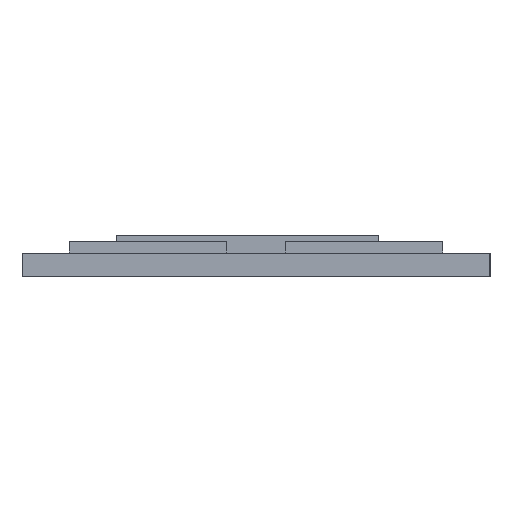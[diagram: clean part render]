
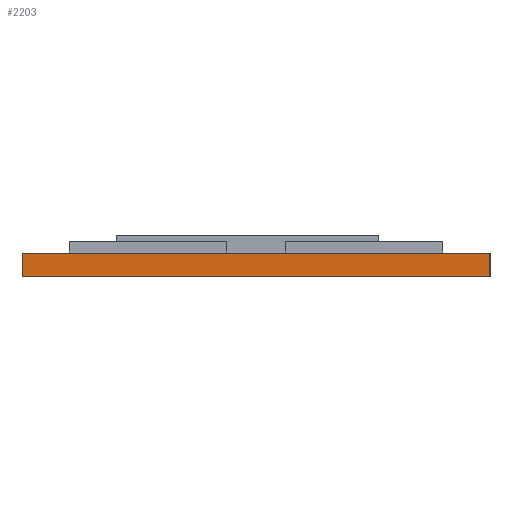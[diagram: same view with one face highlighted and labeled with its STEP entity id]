
A CAD part, left-side view. The second image highlights one B-rep face of the part: STEP entity #2203.
In plain terms, the highlighted planar face has unit normal (-1, 0, 0).
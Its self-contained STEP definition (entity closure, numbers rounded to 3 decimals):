
#2203 = ADVANCED_FACE('',(#2204),#2218,.F.);
#2204 = FACE_BOUND('',#2205,.F.);
#2205 = EDGE_LOOP('',(#2206,#2241,#2269,#2297));
#2206 = ORIENTED_EDGE('',*,*,#2207,.F.);
#2207 = EDGE_CURVE('',#2208,#2210,#2212,.T.);
#2208 = VERTEX_POINT('',#2209);
#2209 = CARTESIAN_POINT('',(0.,0.,0.));
#2210 = VERTEX_POINT('',#2211);
#2211 = CARTESIAN_POINT('',(0.,0.,2.));
#2212 = SURFACE_CURVE('',#2213,(#2217,#2229),.PCURVE_S1.);
#2213 = LINE('',#2214,#2215);
#2214 = CARTESIAN_POINT('',(0.,0.,0.));
#2215 = VECTOR('',#2216,1.);
#2216 = DIRECTION('',(0.,0.,1.));
#2217 = PCURVE('',#2218,#2223);
#2218 = PLANE('',#2219);
#2219 = AXIS2_PLACEMENT_3D('',#2220,#2221,#2222);
#2220 = CARTESIAN_POINT('',(0.,0.,0.));
#2221 = DIRECTION('',(1.,0.,0.));
#2222 = DIRECTION('',(0.,0.,1.));
#2223 = DEFINITIONAL_REPRESENTATION('',(#2224),#2228);
#2224 = LINE('',#2225,#2226);
#2225 = CARTESIAN_POINT('',(0.,0.));
#2226 = VECTOR('',#2227,1.);
#2227 = DIRECTION('',(1.,0.));
#2228 = ( GEOMETRIC_REPRESENTATION_CONTEXT(2) 
PARAMETRIC_REPRESENTATION_CONTEXT() REPRESENTATION_CONTEXT('2D SPACE',''
  ) );
#2229 = PCURVE('',#2230,#2235);
#2230 = PLANE('',#2231);
#2231 = AXIS2_PLACEMENT_3D('',#2232,#2233,#2234);
#2232 = CARTESIAN_POINT('',(0.,0.,0.));
#2233 = DIRECTION('',(0.,1.,0.));
#2234 = DIRECTION('',(0.,0.,1.));
#2235 = DEFINITIONAL_REPRESENTATION('',(#2236),#2240);
#2236 = LINE('',#2237,#2238);
#2237 = CARTESIAN_POINT('',(0.,0.));
#2238 = VECTOR('',#2239,1.);
#2239 = DIRECTION('',(1.,0.));
#2240 = ( GEOMETRIC_REPRESENTATION_CONTEXT(2) 
PARAMETRIC_REPRESENTATION_CONTEXT() REPRESENTATION_CONTEXT('2D SPACE',''
  ) );
#2241 = ORIENTED_EDGE('',*,*,#2242,.T.);
#2242 = EDGE_CURVE('',#2208,#2243,#2245,.T.);
#2243 = VERTEX_POINT('',#2244);
#2244 = CARTESIAN_POINT('',(0.,40.,0.));
#2245 = SURFACE_CURVE('',#2246,(#2250,#2257),.PCURVE_S1.);
#2246 = LINE('',#2247,#2248);
#2247 = CARTESIAN_POINT('',(0.,0.,0.));
#2248 = VECTOR('',#2249,1.);
#2249 = DIRECTION('',(0.,1.,0.));
#2250 = PCURVE('',#2218,#2251);
#2251 = DEFINITIONAL_REPRESENTATION('',(#2252),#2256);
#2252 = LINE('',#2253,#2254);
#2253 = CARTESIAN_POINT('',(0.,0.));
#2254 = VECTOR('',#2255,1.);
#2255 = DIRECTION('',(0.,-1.));
#2256 = ( GEOMETRIC_REPRESENTATION_CONTEXT(2) 
PARAMETRIC_REPRESENTATION_CONTEXT() REPRESENTATION_CONTEXT('2D SPACE',''
  ) );
#2257 = PCURVE('',#2258,#2263);
#2258 = PLANE('',#2259);
#2259 = AXIS2_PLACEMENT_3D('',#2260,#2261,#2262);
#2260 = CARTESIAN_POINT('',(0.,0.,0.));
#2261 = DIRECTION('',(0.,0.,1.));
#2262 = DIRECTION('',(1.,0.,0.));
#2263 = DEFINITIONAL_REPRESENTATION('',(#2264),#2268);
#2264 = LINE('',#2265,#2266);
#2265 = CARTESIAN_POINT('',(0.,0.));
#2266 = VECTOR('',#2267,1.);
#2267 = DIRECTION('',(0.,1.));
#2268 = ( GEOMETRIC_REPRESENTATION_CONTEXT(2) 
PARAMETRIC_REPRESENTATION_CONTEXT() REPRESENTATION_CONTEXT('2D SPACE',''
  ) );
#2269 = ORIENTED_EDGE('',*,*,#2270,.T.);
#2270 = EDGE_CURVE('',#2243,#2271,#2273,.T.);
#2271 = VERTEX_POINT('',#2272);
#2272 = CARTESIAN_POINT('',(0.,40.,2.));
#2273 = SURFACE_CURVE('',#2274,(#2278,#2285),.PCURVE_S1.);
#2274 = LINE('',#2275,#2276);
#2275 = CARTESIAN_POINT('',(0.,40.,0.));
#2276 = VECTOR('',#2277,1.);
#2277 = DIRECTION('',(0.,0.,1.));
#2278 = PCURVE('',#2218,#2279);
#2279 = DEFINITIONAL_REPRESENTATION('',(#2280),#2284);
#2280 = LINE('',#2281,#2282);
#2281 = CARTESIAN_POINT('',(0.,-40.));
#2282 = VECTOR('',#2283,1.);
#2283 = DIRECTION('',(1.,0.));
#2284 = ( GEOMETRIC_REPRESENTATION_CONTEXT(2) 
PARAMETRIC_REPRESENTATION_CONTEXT() REPRESENTATION_CONTEXT('2D SPACE',''
  ) );
#2285 = PCURVE('',#2286,#2291);
#2286 = PLANE('',#2287);
#2287 = AXIS2_PLACEMENT_3D('',#2288,#2289,#2290);
#2288 = CARTESIAN_POINT('',(0.,40.,0.));
#2289 = DIRECTION('',(0.,1.,0.));
#2290 = DIRECTION('',(0.,0.,1.));
#2291 = DEFINITIONAL_REPRESENTATION('',(#2292),#2296);
#2292 = LINE('',#2293,#2294);
#2293 = CARTESIAN_POINT('',(0.,0.));
#2294 = VECTOR('',#2295,1.);
#2295 = DIRECTION('',(1.,0.));
#2296 = ( GEOMETRIC_REPRESENTATION_CONTEXT(2) 
PARAMETRIC_REPRESENTATION_CONTEXT() REPRESENTATION_CONTEXT('2D SPACE',''
  ) );
#2297 = ORIENTED_EDGE('',*,*,#2298,.F.);
#2298 = EDGE_CURVE('',#2210,#2271,#2299,.T.);
#2299 = SURFACE_CURVE('',#2300,(#2304,#2311),.PCURVE_S1.);
#2300 = LINE('',#2301,#2302);
#2301 = CARTESIAN_POINT('',(0.,0.,2.));
#2302 = VECTOR('',#2303,1.);
#2303 = DIRECTION('',(0.,1.,0.));
#2304 = PCURVE('',#2218,#2305);
#2305 = DEFINITIONAL_REPRESENTATION('',(#2306),#2310);
#2306 = LINE('',#2307,#2308);
#2307 = CARTESIAN_POINT('',(2.,0.));
#2308 = VECTOR('',#2309,1.);
#2309 = DIRECTION('',(0.,-1.));
#2310 = ( GEOMETRIC_REPRESENTATION_CONTEXT(2) 
PARAMETRIC_REPRESENTATION_CONTEXT() REPRESENTATION_CONTEXT('2D SPACE',''
  ) );
#2311 = PCURVE('',#2312,#2317);
#2312 = PLANE('',#2313);
#2313 = AXIS2_PLACEMENT_3D('',#2314,#2315,#2316);
#2314 = CARTESIAN_POINT('',(0.,0.,2.));
#2315 = DIRECTION('',(0.,0.,1.));
#2316 = DIRECTION('',(1.,0.,0.));
#2317 = DEFINITIONAL_REPRESENTATION('',(#2318),#2322);
#2318 = LINE('',#2319,#2320);
#2319 = CARTESIAN_POINT('',(0.,0.));
#2320 = VECTOR('',#2321,1.);
#2321 = DIRECTION('',(0.,1.));
#2322 = ( GEOMETRIC_REPRESENTATION_CONTEXT(2) 
PARAMETRIC_REPRESENTATION_CONTEXT() REPRESENTATION_CONTEXT('2D SPACE',''
  ) );
